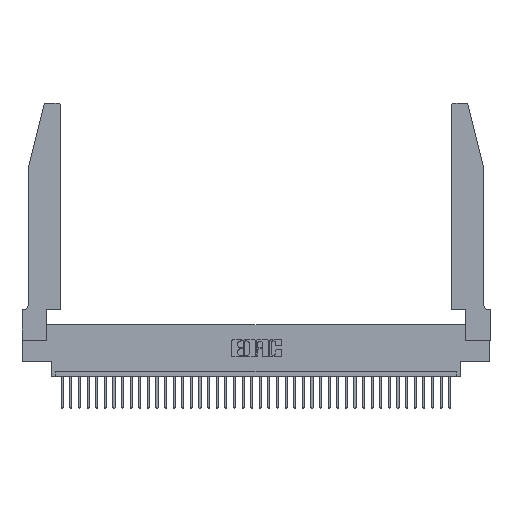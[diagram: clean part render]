
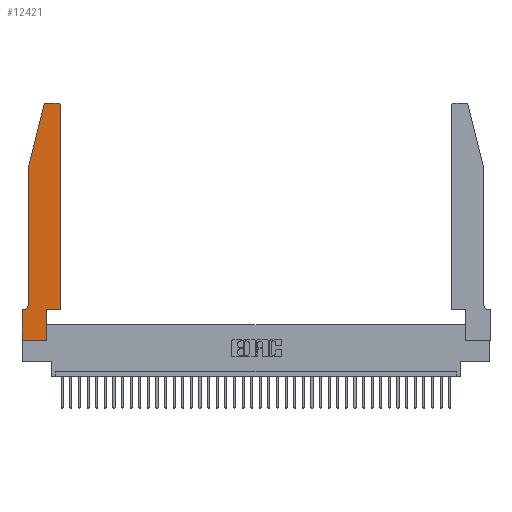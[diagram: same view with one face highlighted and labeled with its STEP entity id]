
A CAD part, top view. The second image highlights one B-rep face of the part: STEP entity #12421.
In plain terms, the highlighted planar face has unit normal (0, 0, 1).
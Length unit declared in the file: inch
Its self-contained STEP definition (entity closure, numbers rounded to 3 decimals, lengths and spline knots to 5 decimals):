
#232 = CARTESIAN_POINT ( 'NONE',  ( 0.25487, 2.72718, 0.37 ) ) ;
#318 = EDGE_CURVE ( 'NONE', #28088, #18212, #13884, .T. ) ;
#532 = EDGE_CURVE ( 'NONE', #13780, #33883, #28941, .T. ) ;
#900 = CIRCLE ( 'NONE', #3249, 0.03 ) ;
#1126 = AXIS2_PLACEMENT_3D ( 'NONE', #9688, #11260, #29595 ) ;
#1370 = AXIS2_PLACEMENT_3D ( 'NONE', #16006, #22188, #22059 ) ;
#1376 = DIRECTION ( 'NONE',  ( 0., 1., 0. ) ) ;
#1449 = ORIENTED_EDGE ( 'NONE', *, *, #23162, .T. ) ;
#1723 = LINE ( 'NONE', #5945, #22384 ) ;
#2465 = ORIENTED_EDGE ( 'NONE', *, *, #10348, .T. ) ;
#2601 = CARTESIAN_POINT ( 'NONE',  ( 0.2865, 0.35, 0.37 ) ) ;
#2603 = VECTOR ( 'NONE', #19725, 39.37008 ) ;
#3249 = AXIS2_PLACEMENT_3D ( 'NONE', #14310, #22670, #10163 ) ;
#4255 = CARTESIAN_POINT ( 'NONE',  ( 0.2865, 0.35, 0.37 ) ) ;
#4629 = CARTESIAN_POINT ( 'NONE',  ( 0.284, 2.75, 0.37 ) ) ;
#4949 = FACE_OUTER_BOUND ( 'NONE', #23228, .T. ) ;
#5136 = CARTESIAN_POINT ( 'NONE',  ( 0.4505, 0.35, 0.37 ) ) ;
#5351 = VERTEX_POINT ( 'NONE', #12742 ) ;
#5523 = DIRECTION ( 'NONE',  ( 0., 1., 0. ) ) ;
#5945 = CARTESIAN_POINT ( 'NONE',  ( 0., 0., 0.37 ) ) ;
#6140 = CARTESIAN_POINT ( 'NONE',  ( 0.4505, 0.35, 0.37 ) ) ;
#7033 = LINE ( 'NONE', #22351, #18319 ) ;
#7946 = ORIENTED_EDGE ( 'NONE', *, *, #17752, .T. ) ;
#8019 = ORIENTED_EDGE ( 'NONE', *, *, #9116, .T. ) ;
#8947 = DIRECTION ( 'NONE',  ( -0.239, -0.971, 0. ) ) ;
#9116 = EDGE_CURVE ( 'NONE', #21568, #18761, #26913, .T. ) ;
#9168 = CARTESIAN_POINT ( 'NONE',  ( 0., 0., 0.37 ) ) ;
#9688 = CARTESIAN_POINT ( 'NONE',  ( 0., 0.35, 0.37 ) ) ;
#10115 = VECTOR ( 'NONE', #31329, 39.37008 ) ;
#10163 = DIRECTION ( 'NONE',  ( 1., 0., 0. ) ) ;
#10254 = ORIENTED_EDGE ( 'NONE', *, *, #20080, .T. ) ;
#10348 = EDGE_CURVE ( 'NONE', #12740, #12167, #35263, .T. ) ;
#11260 = DIRECTION ( 'NONE',  ( 0., 0., 1. ) ) ;
#11455 = LINE ( 'NONE', #4255, #24598 ) ;
#12167 = VERTEX_POINT ( 'NONE', #34160 ) ;
#12227 = CARTESIAN_POINT ( 'NONE',  ( 0.0755, 2., 0.37 ) ) ;
#12421 = ADVANCED_FACE ( 'NONE', ( #4949 ), #27231, .T. ) ;
#12599 = ORIENTED_EDGE ( 'NONE', *, *, #21054, .T. ) ;
#12740 = VERTEX_POINT ( 'NONE', #16214 ) ;
#12742 = CARTESIAN_POINT ( 'NONE',  ( 0., 0., 0.37 ) ) ;
#13278 = CARTESIAN_POINT ( 'NONE',  ( 0.2605, 2.75, 0.37 ) ) ;
#13567 = VERTEX_POINT ( 'NONE', #28735 ) ;
#13780 = VERTEX_POINT ( 'NONE', #36235 ) ;
#13884 = LINE ( 'NONE', #12227, #28979 ) ;
#14176 = LINE ( 'NONE', #19446, #15541 ) ;
#14310 = CARTESIAN_POINT ( 'NONE',  ( 0.284, 2.72, 0.37 ) ) ;
#15230 = LINE ( 'NONE', #31196, #10115 ) ;
#15492 = CARTESIAN_POINT ( 'NONE',  ( 0.4505, 2.72, 0.37 ) ) ;
#15541 = VECTOR ( 'NONE', #38527, 39.37008 ) ;
#16006 = CARTESIAN_POINT ( 'NONE',  ( 0.0055, 0.42, 0.37 ) ) ;
#16191 = CARTESIAN_POINT ( 'NONE',  ( 0.0755, 2., 0.37 ) ) ;
#16214 = CARTESIAN_POINT ( 'NONE',  ( 0.0755, 0.42, 0.37 ) ) ;
#16322 = DIRECTION ( 'NONE',  ( -1., 0., 0. ) ) ;
#16704 = ORIENTED_EDGE ( 'NONE', *, *, #532, .T. ) ;
#17356 = VERTEX_POINT ( 'NONE', #37636 ) ;
#17752 = EDGE_CURVE ( 'NONE', #33883, #28088, #900, .T. ) ;
#18212 = VERTEX_POINT ( 'NONE', #16191 ) ;
#18319 = VECTOR ( 'NONE', #16322, 39.37008 ) ;
#18761 = VERTEX_POINT ( 'NONE', #15492 ) ;
#19446 = CARTESIAN_POINT ( 'NONE',  ( 0.0755, 2., 0.37 ) ) ;
#19725 = DIRECTION ( 'NONE',  ( -1., 0., 0. ) ) ;
#20080 = EDGE_CURVE ( 'NONE', #5351, #17356, #1723, .T. ) ;
#21054 = EDGE_CURVE ( 'NONE', #18761, #13780, #37416, .T. ) ;
#21568 = VERTEX_POINT ( 'NONE', #6140 ) ;
#22059 = DIRECTION ( 'NONE',  ( -1., 0., 0. ) ) ;
#22188 = DIRECTION ( 'NONE',  ( 0., 0., -1. ) ) ;
#22351 = CARTESIAN_POINT ( 'NONE',  ( 0.0755, 0.35, 0.37 ) ) ;
#22367 = VERTEX_POINT ( 'NONE', #2601 ) ;
#22384 = VECTOR ( 'NONE', #35518, 39.37008 ) ;
#22569 = EDGE_CURVE ( 'NONE', #18212, #12740, #14176, .T. ) ;
#22670 = DIRECTION ( 'NONE',  ( 0., 0., 1. ) ) ;
#23162 = EDGE_CURVE ( 'NONE', #12167, #13567, #7033, .T. ) ;
#23228 = EDGE_LOOP ( 'NONE', ( #16704, #7946, #23813, #31783, #2465, #1449, #33075, #10254, #26414, #32087, #8019, #12599 ) ) ;
#23813 = ORIENTED_EDGE ( 'NONE', *, *, #318, .T. ) ;
#24598 = VECTOR ( 'NONE', #1376, 39.37008 ) ;
#25521 = VECTOR ( 'NONE', #28039, 39.37008 ) ;
#26414 = ORIENTED_EDGE ( 'NONE', *, *, #26921, .T. ) ;
#26913 = LINE ( 'NONE', #5136, #27847 ) ;
#26921 = EDGE_CURVE ( 'NONE', #17356, #22367, #11455, .T. ) ;
#27231 = PLANE ( 'NONE',  #1126 ) ;
#27847 = VECTOR ( 'NONE', #5523, 39.37008 ) ;
#28039 = DIRECTION ( 'NONE',  ( 0., -1., 0. ) ) ;
#28088 = VERTEX_POINT ( 'NONE', #232 ) ;
#28735 = CARTESIAN_POINT ( 'NONE',  ( 0., 0.35, 0.37 ) ) ;
#28941 = LINE ( 'NONE', #13278, #2603 ) ;
#28979 = VECTOR ( 'NONE', #8947, 39.37008 ) ;
#29381 = CARTESIAN_POINT ( 'NONE',  ( 0.4205, 2.72, 0.37 ) ) ;
#29595 = DIRECTION ( 'NONE',  ( 1., 0., 0. ) ) ;
#30009 = EDGE_CURVE ( 'NONE', #22367, #21568, #15230, .T. ) ;
#31196 = CARTESIAN_POINT ( 'NONE',  ( 0.4505, 0.35, 0.37 ) ) ;
#31329 = DIRECTION ( 'NONE',  ( 1., 0., 0. ) ) ;
#31783 = ORIENTED_EDGE ( 'NONE', *, *, #22569, .T. ) ;
#31967 = EDGE_CURVE ( 'NONE', #13567, #5351, #36378, .T. ) ;
#32027 = DIRECTION ( 'NONE',  ( 0., 0., 1. ) ) ;
#32087 = ORIENTED_EDGE ( 'NONE', *, *, #30009, .T. ) ;
#32275 = DIRECTION ( 'NONE',  ( 1., 0., 0. ) ) ;
#32852 = AXIS2_PLACEMENT_3D ( 'NONE', #29381, #32027, #32275 ) ;
#33075 = ORIENTED_EDGE ( 'NONE', *, *, #31967, .T. ) ;
#33883 = VERTEX_POINT ( 'NONE', #4629 ) ;
#34160 = CARTESIAN_POINT ( 'NONE',  ( 0.0055, 0.35, 0.37 ) ) ;
#35263 = CIRCLE ( 'NONE', #1370, 0.07 ) ;
#35518 = DIRECTION ( 'NONE',  ( 1., 0., 0. ) ) ;
#36235 = CARTESIAN_POINT ( 'NONE',  ( 0.4205, 2.75, 0.37 ) ) ;
#36378 = LINE ( 'NONE', #9168, #25521 ) ;
#37416 = CIRCLE ( 'NONE', #32852, 0.03 ) ;
#37636 = CARTESIAN_POINT ( 'NONE',  ( 0.2865, 0., 0.37 ) ) ;
#38527 = DIRECTION ( 'NONE',  ( 0., -1., 0. ) ) ;
